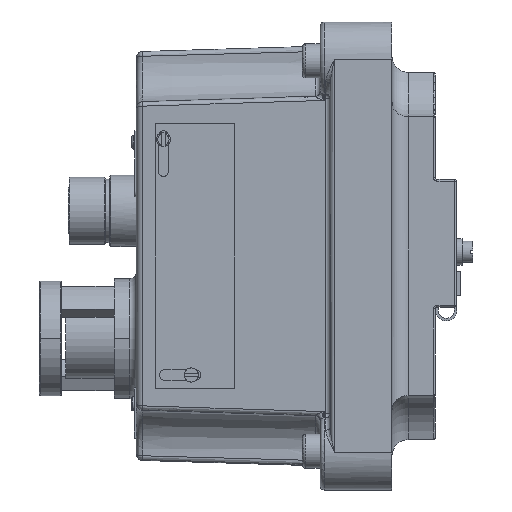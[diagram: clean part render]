
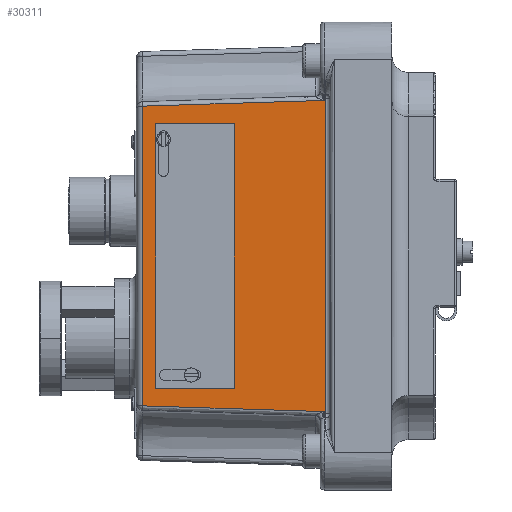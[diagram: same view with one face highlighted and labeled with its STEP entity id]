
A CAD part, left-side view. The second image highlights one B-rep face of the part: STEP entity #30311.
In plain terms, the highlighted planar face has unit normal (-1, 0.03, 0).
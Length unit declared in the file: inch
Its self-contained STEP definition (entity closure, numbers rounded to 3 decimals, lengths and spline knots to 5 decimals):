
#9 = LINE ( 'NONE', #9224, #20280 ) ;
#65 = DIRECTION ( 'NONE',  ( 0., 0., -1. ) ) ;
#384 = B_SPLINE_CURVE_WITH_KNOTS ( 'NONE', 3,
 ( #10368, #13037, #31652, #15688 ),
 .UNSPECIFIED., .F., .F.,
 ( 4, 4 ),
 ( 0., 0.00008 ),
 .UNSPECIFIED. ) ;
#516 = VERTEX_POINT ( 'NONE', #13560 ) ;
#829 = VECTOR ( 'NONE', #3763, 39.37008 ) ;
#1238 =( BOUNDED_CURVE ( )  B_SPLINE_CURVE ( 3, ( #13780, #24447, #11216, #29796 ),
 .UNSPECIFIED., .F., .F. ) 
 B_SPLINE_CURVE_WITH_KNOTS ( ( 4, 4 ),
 ( 1.24934, 1.25039 ),
 .UNSPECIFIED. ) 
 CURVE ( )  GEOMETRIC_REPRESENTATION_ITEM ( )  RATIONAL_B_SPLINE_CURVE ( ( 1., 1., 1., 1. ) ) 
 REPRESENTATION_ITEM ( '' )  );
#1761 = LINE ( 'NONE', #25610, #29156 ) ;
#1871 = VERTEX_POINT ( 'NONE', #33686 ) ;
#2729 = CARTESIAN_POINT ( 'NONE',  ( -1.46001, 2.82729, -1.74889 ) ) ;
#2787 = ORIENTED_EDGE ( 'NONE', *, *, #12399, .T. ) ;
#2841 = ORIENTED_EDGE ( 'NONE', *, *, #9798, .T. ) ;
#2843 = CARTESIAN_POINT ( 'NONE',  ( -1.52321, 0.75867, -1.78897 ) ) ;
#3732 = CARTESIAN_POINT ( 'NONE',  ( -1.46458, 2.6776, 1.5 ) ) ;
#3763 = DIRECTION ( 'NONE',  ( 0., 0., -1. ) ) ;
#4069 = ORIENTED_EDGE ( 'NONE', *, *, #11822, .T. ) ;
#4347 = ORIENTED_EDGE ( 'NONE', *, *, #12414, .T. ) ;
#4814 = DIRECTION ( 'NONE',  ( 0., 0., -1. ) ) ;
#4886 = FACE_BOUND ( 'NONE', #24376, .T. ) ;
#4961 = ORIENTED_EDGE ( 'NONE', *, *, #23024, .F. ) ;
#4990 = CARTESIAN_POINT ( 'NONE',  ( -1.46001, 2.82729, 1.70024 ) ) ;
#5047 = CARTESIAN_POINT ( 'NONE',  ( -1.46001, 2.82729, -1.70024 ) ) ;
#6355 = VERTEX_POINT ( 'NONE', #22542 ) ;
#6546 = FACE_OUTER_BOUND ( 'NONE', #31501, .T. ) ;
#6747 = EDGE_CURVE ( 'NONE', #7824, #23528, #20285, .T. ) ;
#7634 = ORIENTED_EDGE ( 'NONE', *, *, #34438, .T. ) ;
#7791 = EDGE_CURVE ( 'NONE', #1871, #516, #1238, .T. ) ;
#7810 = VERTEX_POINT ( 'NONE', #16770 ) ;
#7824 = VERTEX_POINT ( 'NONE', #27465 ) ;
#7842 = ORIENTED_EDGE ( 'NONE', *, *, #20977, .F. ) ;
#7890 = VECTOR ( 'NONE', #10880, 39.37008 ) ;
#8145 = CARTESIAN_POINT ( 'NONE',  ( -1.52352, 0.74847, -1.78908 ) ) ;
#8337 = VECTOR ( 'NONE', #65, 39.37008 ) ;
#8604 = EDGE_CURVE ( 'NONE', #23528, #18075, #25439, .T. ) ;
#9106 = ORIENTED_EDGE ( 'NONE', *, *, #6747, .T. ) ;
#9224 = CARTESIAN_POINT ( 'NONE',  ( -1.52352, 0.74847, 1.82708 ) ) ;
#9798 = EDGE_CURVE ( 'NONE', #516, #30088, #384, .T. ) ;
#9799 = VERTEX_POINT ( 'NONE', #5047 ) ;
#10368 = CARTESIAN_POINT ( 'NONE',  ( -1.52305, 0.76377, 1.78892 ) ) ;
#10574 = VERTEX_POINT ( 'NONE', #27713 ) ;
#10854 = ORIENTED_EDGE ( 'NONE', *, *, #8604, .T. ) ;
#10880 = DIRECTION ( 'NONE',  ( 0., 0., 1. ) ) ;
#11216 = CARTESIAN_POINT ( 'NONE',  ( -1.52321, 0.75867, 1.78897 ) ) ;
#11305 = VECTOR ( 'NONE', #19584, 39.37008 ) ;
#11352 = CARTESIAN_POINT ( 'NONE',  ( -1.48099, 2.14043, -1.72064 ) ) ;
#11822 = EDGE_CURVE ( 'NONE', #30088, #10574, #19552, .T. ) ;
#12399 = EDGE_CURVE ( 'NONE', #13982, #9799, #22412, .T. ) ;
#12414 = EDGE_CURVE ( 'NONE', #18075, #29956, #15889, .T. ) ;
#12505 = VECTOR ( 'NONE', #4814, 39.37008 ) ;
#12856 = CARTESIAN_POINT ( 'NONE',  ( -1.52296, 0.76683, 1.76543 ) ) ;
#12886 = DIRECTION ( 'NONE',  ( 0., 0., -1. ) ) ;
#12991 = DIRECTION ( 'NONE',  ( -1., 0.031, 0. ) ) ;
#13037 = CARTESIAN_POINT ( 'NONE',  ( -1.52302, 0.76479, 1.78891 ) ) ;
#13560 = CARTESIAN_POINT ( 'NONE',  ( -1.52305, 0.76377, 1.78892 ) ) ;
#13780 = CARTESIAN_POINT ( 'NONE',  ( -1.52352, 0.74847, 1.78908 ) ) ;
#13861 = EDGE_CURVE ( 'NONE', #10574, #13982, #16520, .T. ) ;
#13866 = CARTESIAN_POINT ( 'NONE',  ( -1.52296, 0.76683, -1.78894 ) ) ;
#13982 = VERTEX_POINT ( 'NONE', #29588 ) ;
#14024 = CARTESIAN_POINT ( 'NONE',  ( -1.50198, 1.4536, -1.74219 ) ) ;
#14669 = VERTEX_POINT ( 'NONE', #27774 ) ;
#15051 = VECTOR ( 'NONE', #12886, 39.37008 ) ;
#15528 = PLANE ( 'NONE',  #28381 ) ;
#15688 = CARTESIAN_POINT ( 'NONE',  ( -1.52296, 0.76683, 1.78894 ) ) ;
#15889 =( BOUNDED_CURVE ( )  B_SPLINE_CURVE ( 3, ( #18566, #2843, #24023, #8145 ),
 .UNSPECIFIED., .F., .F. ) 
 B_SPLINE_CURVE_WITH_KNOTS ( ( 4, 4 ),
 ( 5.0328, 5.03384 ),
 .UNSPECIFIED. ) 
 CURVE ( )  GEOMETRIC_REPRESENTATION_ITEM ( )  RATIONAL_B_SPLINE_CURVE ( ( 1., 1., 1., 1. ) ) 
 REPRESENTATION_ITEM ( '' )  );
#16217 = EDGE_CURVE ( 'NONE', #9799, #7824, #25437, .T. ) ;
#16462 = EDGE_CURVE ( 'NONE', #14669, #6355, #1761, .T. ) ;
#16520 = B_SPLINE_CURVE_WITH_KNOTS ( 'NONE', 3,
 ( #12856, #31480, #20839, #4990 ),
 .UNSPECIFIED., .F., .F.,
 ( 4, 4 ),
 ( -0.00123, 0.05115 ),
 .UNSPECIFIED. ) ;
#16770 = CARTESIAN_POINT ( 'NONE',  ( -1.46458, 2.6776, 1.5 ) ) ;
#16832 = CARTESIAN_POINT ( 'NONE',  ( -1.52296, 0.76683, 1.78894 ) ) ;
#16916 = CARTESIAN_POINT ( 'NONE',  ( -1.52299, 0.76581, -1.78892 ) ) ;
#17212 = DIRECTION ( 'NONE',  ( 0., 0., 1. ) ) ;
#17754 = VERTEX_POINT ( 'NONE', #34053 ) ;
#18075 = VERTEX_POINT ( 'NONE', #20378 ) ;
#18358 = LINE ( 'NONE', #3732, #11305 ) ;
#18566 = CARTESIAN_POINT ( 'NONE',  ( -1.52305, 0.76377, -1.78892 ) ) ;
#19082 = CARTESIAN_POINT ( 'NONE',  ( -1.49176, 1.78801, -1.5 ) ) ;
#19552 = LINE ( 'NONE', #20666, #12505 ) ;
#19580 = CARTESIAN_POINT ( 'NONE',  ( -1.52296, 0.76683, -1.78894 ) ) ;
#19584 = DIRECTION ( 'NONE',  ( 0.031, 1., 0. ) ) ;
#20280 = VECTOR ( 'NONE', #17212, 39.37008 ) ;
#20285 = LINE ( 'NONE', #30220, #829 ) ;
#20378 = CARTESIAN_POINT ( 'NONE',  ( -1.52305, 0.76377, -1.78892 ) ) ;
#20666 = CARTESIAN_POINT ( 'NONE',  ( -1.52296, 0.76683, -2.235 ) ) ;
#20725 = EDGE_CURVE ( 'NONE', #7810, #14669, #22091, .T. ) ;
#20839 = CARTESIAN_POINT ( 'NONE',  ( -1.48099, 2.14043, 1.72064 ) ) ;
#20977 = EDGE_CURVE ( 'NONE', #17754, #7810, #18358, .T. ) ;
#22076 = ORIENTED_EDGE ( 'NONE', *, *, #16462, .F. ) ;
#22091 = LINE ( 'NONE', #34072, #15051 ) ;
#22234 = CARTESIAN_POINT ( 'NONE',  ( -1.52305, 0.76377, -1.78892 ) ) ;
#22412 = LINE ( 'NONE', #2729, #8337 ) ;
#22542 = CARTESIAN_POINT ( 'NONE',  ( -1.49176, 1.78801, -1.5 ) ) ;
#23024 = EDGE_CURVE ( 'NONE', #6355, #17754, #28210, .T. ) ;
#23528 = VERTEX_POINT ( 'NONE', #13866 ) ;
#24023 = CARTESIAN_POINT ( 'NONE',  ( -1.52336, 0.75357, -1.78902 ) ) ;
#24376 = EDGE_LOOP ( 'NONE', ( #22076, #31098, #7842, #4961 ) ) ;
#24447 = CARTESIAN_POINT ( 'NONE',  ( -1.52336, 0.75357, 1.78902 ) ) ;
#25437 = B_SPLINE_CURVE_WITH_KNOTS ( 'NONE', 3,
 ( #29942, #11352, #14024, #32623 ),
 .UNSPECIFIED., .F., .F.,
 ( 4, 4 ),
 ( 0., 0.05239 ),
 .UNSPECIFIED. ) ;
#25439 = B_SPLINE_CURVE_WITH_KNOTS ( 'NONE', 3,
 ( #19580, #16916, #27264, #22234 ),
 .UNSPECIFIED., .F., .F.,
 ( 4, 4 ),
 ( 0., 0.00008 ),
 .UNSPECIFIED. ) ;
#25610 = CARTESIAN_POINT ( 'NONE',  ( -1.46458, 2.6776, -1.5 ) ) ;
#27264 = CARTESIAN_POINT ( 'NONE',  ( -1.52302, 0.76479, -1.78891 ) ) ;
#27465 = CARTESIAN_POINT ( 'NONE',  ( -1.52296, 0.76683, -1.76543 ) ) ;
#27713 = CARTESIAN_POINT ( 'NONE',  ( -1.52296, 0.76683, 1.76543 ) ) ;
#27774 = CARTESIAN_POINT ( 'NONE',  ( -1.46458, 2.6776, -1.5 ) ) ;
#28210 = LINE ( 'NONE', #19082, #7890 ) ;
#28290 = ORIENTED_EDGE ( 'NONE', *, *, #16217, .T. ) ;
#28381 = AXIS2_PLACEMENT_3D ( 'NONE', #28906, #12991, #31604 ) ;
#28521 = DIRECTION ( 'NONE',  ( -0.031, -1., 0. ) ) ;
#28906 = CARTESIAN_POINT ( 'NONE',  ( -1.525, 0.7, -2.235 ) ) ;
#29156 = VECTOR ( 'NONE', #28521, 39.37008 ) ;
#29588 = CARTESIAN_POINT ( 'NONE',  ( -1.46001, 2.82729, 1.70024 ) ) ;
#29635 = CARTESIAN_POINT ( 'NONE',  ( -1.52352, 0.74847, -1.78908 ) ) ;
#29796 = CARTESIAN_POINT ( 'NONE',  ( -1.52305, 0.76377, 1.78892 ) ) ;
#29942 = CARTESIAN_POINT ( 'NONE',  ( -1.46001, 2.82729, -1.70024 ) ) ;
#29956 = VERTEX_POINT ( 'NONE', #29635 ) ;
#30088 = VERTEX_POINT ( 'NONE', #16832 ) ;
#30220 = CARTESIAN_POINT ( 'NONE',  ( -1.52296, 0.76683, -1.82623 ) ) ;
#30311 = ADVANCED_FACE ( 'NONE', ( #6546, #4886 ), #15528, .T. ) ;
#31098 = ORIENTED_EDGE ( 'NONE', *, *, #20725, .F. ) ;
#31480 = CARTESIAN_POINT ( 'NONE',  ( -1.50198, 1.4536, 1.74219 ) ) ;
#31501 = EDGE_LOOP ( 'NONE', ( #9106, #10854, #4347, #7634, #33860, #2841, #4069, #31952, #2787, #28290 ) ) ;
#31604 = DIRECTION ( 'NONE',  ( -0.031, -1., 0. ) ) ;
#31652 = CARTESIAN_POINT ( 'NONE',  ( -1.52299, 0.76581, 1.78892 ) ) ;
#31952 = ORIENTED_EDGE ( 'NONE', *, *, #13861, .T. ) ;
#32623 = CARTESIAN_POINT ( 'NONE',  ( -1.52296, 0.76683, -1.76543 ) ) ;
#33686 = CARTESIAN_POINT ( 'NONE',  ( -1.52352, 0.74847, 1.78908 ) ) ;
#33860 = ORIENTED_EDGE ( 'NONE', *, *, #7791, .T. ) ;
#34053 = CARTESIAN_POINT ( 'NONE',  ( -1.49176, 1.78801, 1.5 ) ) ;
#34072 = CARTESIAN_POINT ( 'NONE',  ( -1.46458, 2.6776, -1.5 ) ) ;
#34438 = EDGE_CURVE ( 'NONE', #29956, #1871, #9, .T. ) ;
